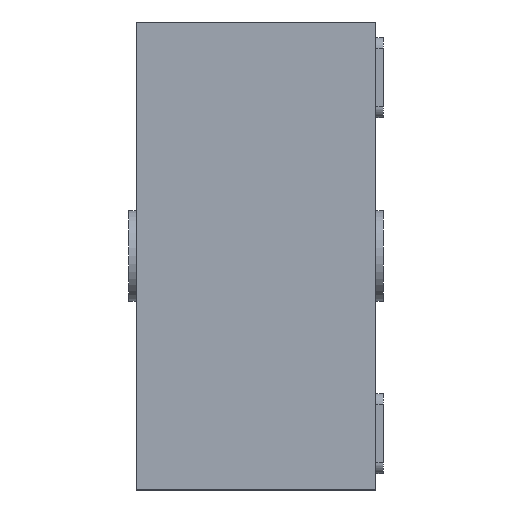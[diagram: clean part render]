
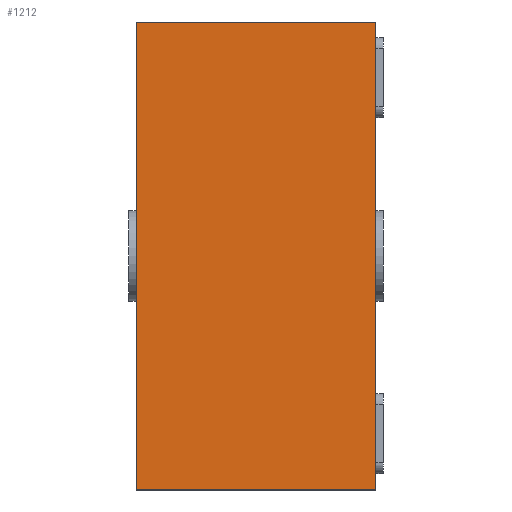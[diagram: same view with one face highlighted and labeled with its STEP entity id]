
A CAD part, left-side view. The second image highlights one B-rep face of the part: STEP entity #1212.
In plain terms, the highlighted planar face has unit normal (-1, 0, 0).
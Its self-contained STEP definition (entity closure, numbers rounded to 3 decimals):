
#51 = ORIENTED_EDGE ( 'NONE', *, *, #397, .F. ) ;
#118 = LINE ( 'NONE', #2464, #2003 ) ;
#148 = DIRECTION ( 'NONE',  ( 0., -1., 0. ) ) ;
#159 = LINE ( 'NONE', #2114, #2468 ) ;
#396 = ORIENTED_EDGE ( 'NONE', *, *, #2335, .T. ) ;
#397 = EDGE_CURVE ( 'NONE', #451, #1099, #159, .T. ) ;
#451 = VERTEX_POINT ( 'NONE', #2142 ) ;
#688 = EDGE_LOOP ( 'NONE', ( #396, #51, #1038, #1987 ) ) ;
#764 = VERTEX_POINT ( 'NONE', #2353 ) ;
#950 = DIRECTION ( 'NONE',  ( 1., 0., 0. ) ) ;
#987 = PLANE ( 'NONE',  #1814 ) ;
#1004 = VECTOR ( 'NONE', #1147, 1000. ) ;
#1038 = ORIENTED_EDGE ( 'NONE', *, *, #2540, .F. ) ;
#1099 = VERTEX_POINT ( 'NONE', #2361 ) ;
#1147 = DIRECTION ( 'NONE',  ( 0., 0., 1. ) ) ;
#1152 = DIRECTION ( 'NONE',  ( 0., -1., 0. ) ) ;
#1212 = ADVANCED_FACE ( 'NONE', ( #1384 ), #987, .F. ) ;
#1263 = CARTESIAN_POINT ( 'NONE',  ( -1.019, -0.33, -0.644 ) ) ;
#1384 = FACE_OUTER_BOUND ( 'NONE', #688, .T. ) ;
#1390 = VERTEX_POINT ( 'NONE', #1263 ) ;
#1538 = CARTESIAN_POINT ( 'NONE',  ( -1.019, -0.33, 0.644 ) ) ;
#1595 = CARTESIAN_POINT ( 'NONE',  ( -1.019, 0.33, 0.644 ) ) ;
#1814 = AXIS2_PLACEMENT_3D ( 'NONE', #1595, #950, #2384 ) ;
#1987 = ORIENTED_EDGE ( 'NONE', *, *, #2474, .T. ) ;
#2003 = VECTOR ( 'NONE', #148, 1000. ) ;
#2114 = CARTESIAN_POINT ( 'NONE',  ( -1.019, 0.33, 0.644 ) ) ;
#2142 = CARTESIAN_POINT ( 'NONE',  ( -1.019, 0.33, 0.644 ) ) ;
#2172 = DIRECTION ( 'NONE',  ( 0., 0., 1. ) ) ;
#2297 = VECTOR ( 'NONE', #2172, 1000. ) ;
#2335 = EDGE_CURVE ( 'NONE', #1390, #1099, #2512, .T. ) ;
#2353 = CARTESIAN_POINT ( 'NONE',  ( -1.019, 0.33, -0.644 ) ) ;
#2361 = CARTESIAN_POINT ( 'NONE',  ( -1.019, -0.33, 0.644 ) ) ;
#2384 = DIRECTION ( 'NONE',  ( 0., 0., -1. ) ) ;
#2399 = CARTESIAN_POINT ( 'NONE',  ( -1.019, 0.33, 0.644 ) ) ;
#2464 = CARTESIAN_POINT ( 'NONE',  ( -1.019, 0.33, -0.644 ) ) ;
#2468 = VECTOR ( 'NONE', #1152, 1000. ) ;
#2474 = EDGE_CURVE ( 'NONE', #764, #1390, #118, .T. ) ;
#2512 = LINE ( 'NONE', #1538, #1004 ) ;
#2540 = EDGE_CURVE ( 'NONE', #764, #451, #2559, .T. ) ;
#2559 = LINE ( 'NONE', #2399, #2297 ) ;
